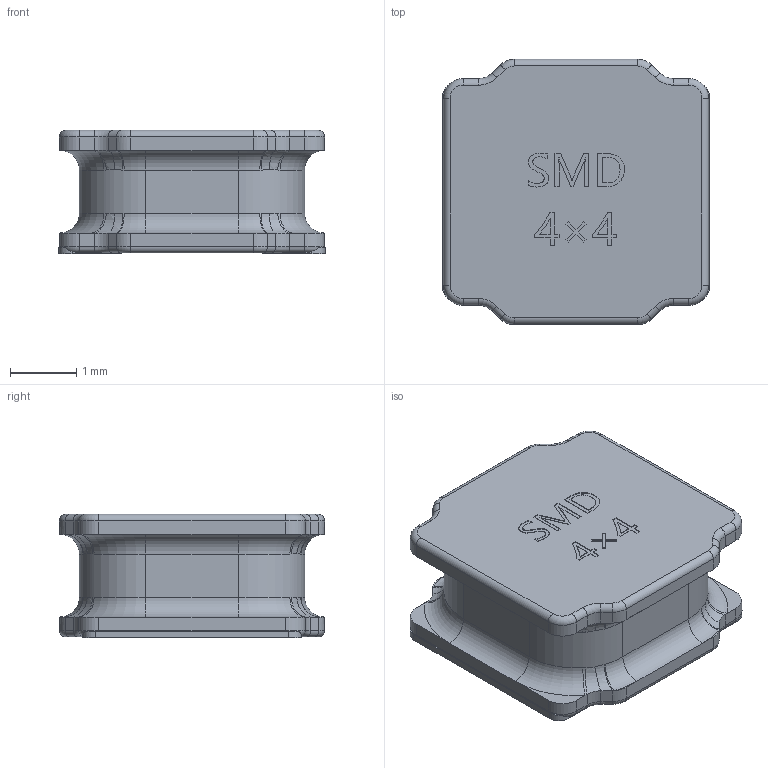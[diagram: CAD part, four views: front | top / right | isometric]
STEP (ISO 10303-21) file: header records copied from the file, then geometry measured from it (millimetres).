
FILE_DESCRIPTION(('FreeCAD Model'),'2;1');
FILE_NAME('Open CASCADE Shape Model','2022-03-08T19:55:03',(''),(''), 'Open CASCADE STEP processor 7.5','FreeCAD','Unknown');
FILE_SCHEMA(('AUTOMOTIVE_DESIGN { 1 0 10303 214 1 1 1 1 }'));
Length unit declared in the file: millimetre
Products named in the file (3): U1; IND-SMD_L4.0-W4.0_SMNR4020; SOLID
Assembly tree (2 placements, depth 3):
  U1
    IND-SMD_L4.0-W4.0_SMNR4020
      SOLID
Bounding box: 4.02 x 4 x 1.86 mm (x, y, z)
Volume: 22.9 mm3; surface area: 58.9 mm2
Topology: 1 solids, 1 shells, 348 faces, 870 edges, 540 vertices
Faces by surface type: plane 172, bspline 72, cylinder 64, torus 40
Entity records: 30870 total; most frequent: CARTESIAN_POINT 11625, DIRECTION 2892, LINE 1854, VECTOR 1854, ORIENTED_EDGE 1740, PCURVE 1740, DEFINITIONAL_REPRESENTATION 1740, EDGE_CURVE 870
